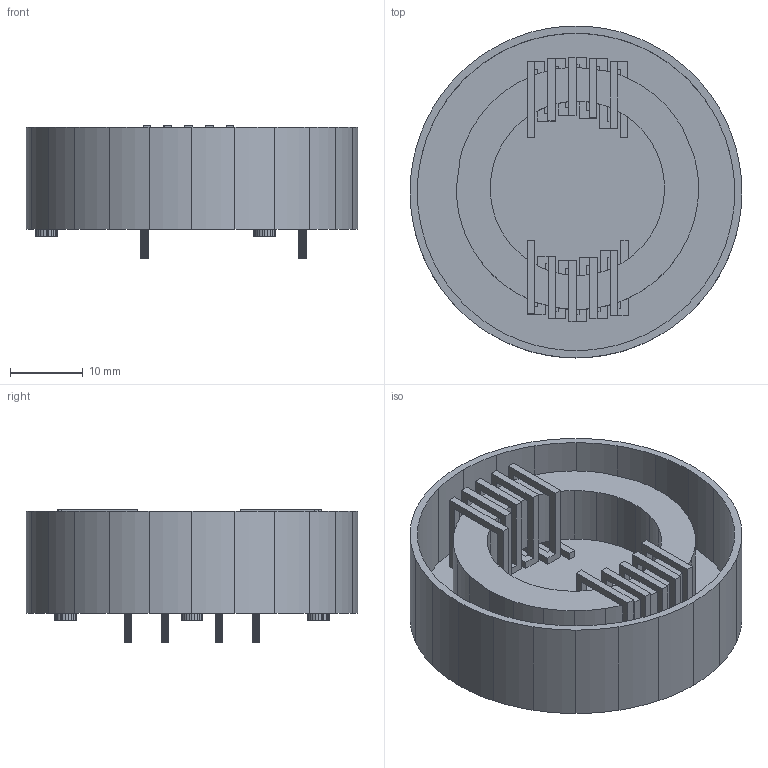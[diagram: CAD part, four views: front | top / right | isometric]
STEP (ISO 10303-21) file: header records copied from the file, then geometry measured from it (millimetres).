
FILE_DESCRIPTION(('FreeCAD Model'),'2;1');
FILE_NAME('x06hn.step','2018-05-03T12:33:51',('FreeCAD'),('FreeCAD' ),'Open CASCADE STEP processor 6.3','FreeCAD','Unknown');
FILE_SCHEMA(('AUTOMOTIVE_DESIGN_CC2 { 1 2 10303 214 -1 1 5 4 }'));
Length unit declared in the file: millimetre
Products named in the file (4): X06Hn001; X06Hn003; X06Hn002; X06Hn
Bounding box: 45.5 x 45.5 x 18.19 mm (x, y, z)
Volume: 8007.6 mm3; surface area: 10915.1 mm2
Topology: 4 solids, 4 shells, 406 faces, 1171 edges, 781 vertices
Faces by surface type: cylinder 258, plane 148
Entity records: 33818 total; most frequent: CARTESIAN_POINT 13064, DIRECTION 3368, ORIENTED_EDGE 2342, PCURVE 2342, DEFINITIONAL_REPRESENTATION 2342, LINE 1390, VECTOR 1390, EDGE_CURVE 1171
